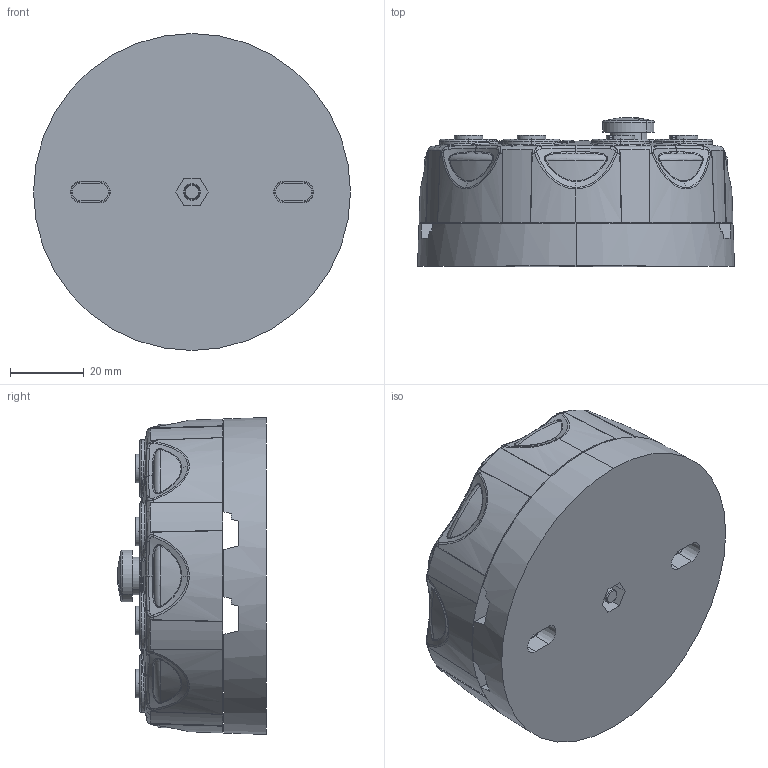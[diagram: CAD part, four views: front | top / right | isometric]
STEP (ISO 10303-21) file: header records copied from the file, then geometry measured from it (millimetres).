
FILE_DESCRIPTION((''),'2;1');
FILE_NAME('G11_SIMPLE_ASM','2010-05-30T',('Ingenieurbuero Eiseler'),('Pepperl+Fuchs'),'PRO/ENGINEER BY PARAMETRIC TECHNOLOGY CORPORATION, 2007250','PRO/ENGINEER BY PARAMETRIC TECHNOLOGY CORPORATION, 2007250','');
FILE_SCHEMA(('CONFIG_CONTROL_DESIGN'));
Products named in the file (6): 04C850G_OBERTEIL_SIMPLIFIED; 04C848C_UNTERTEIL_SIMPLIFIED; DM_04C995; 04C4Z5B_LICHTLEITER; M12_SCHUTZKAPPE; G11_SIMPLE_ASM
Assembly tree (14 placements, depth 2):
  G11_SIMPLE_ASM
    04C850G_OBERTEIL_SIMPLIFIED
    04C848C_UNTERTEIL_SIMPLIFIED
    DM_04C995
    04C4Z5B_LICHTLEITER  x10
    M12_SCHUTZKAPPE
Bounding box: 85.8 x 40.27 x 85.8 mm (x, y, z)
Volume: 176307 mm3; surface area: 41842.1 mm2
Topology: 14 solids, 22 shells, 1444 faces, 3456 edges, 2170 vertices
Faces by surface type: cone 508, plane 305, bspline 284, cylinder 160, torus 99, sphere 72, extrusion 16
Entity records: 70543 total; most frequent: CARTESIAN_POINT 28132, ORIENTED_EDGE 6444, DIRECTION 5109, PRESENTATION_STYLE_ASSIGNMENT 3732, EDGE_CURVE 3222, STYLED_ITEM 3131, CURVE_STYLE 3128, AXIS2_PLACEMENT_3D 2178
